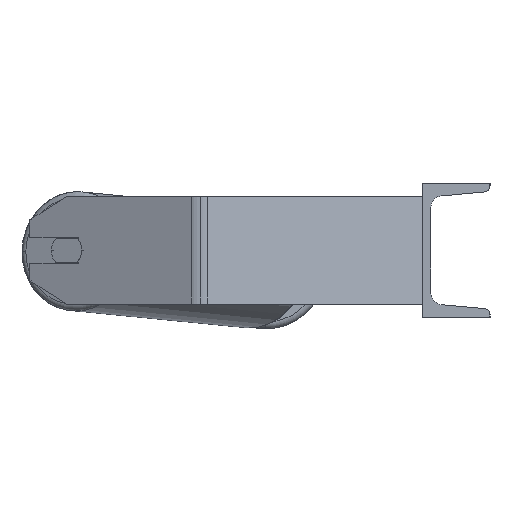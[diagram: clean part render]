
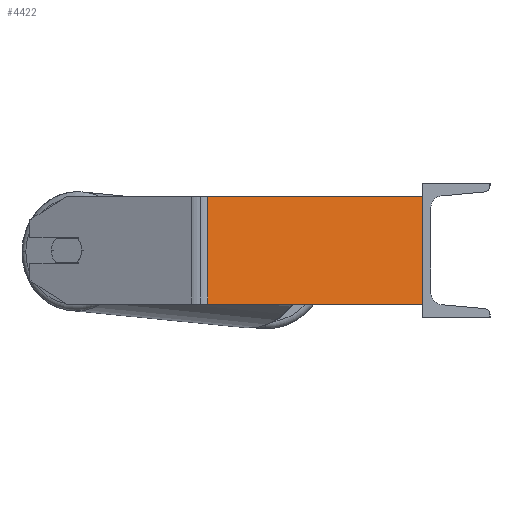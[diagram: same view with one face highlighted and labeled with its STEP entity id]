
A CAD part, left-side view. The second image highlights one B-rep face of the part: STEP entity #4422.
In plain terms, the highlighted planar face has unit normal (-0.94, -0.342, 0).
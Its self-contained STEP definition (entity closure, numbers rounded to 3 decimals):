
#117 = EDGE_CURVE ( 'NONE', #8473, #5080, #1744, .T. ) ;
#696 = ORIENTED_EDGE ( 'NONE', *, *, #5891, .T. ) ;
#782 = CARTESIAN_POINT ( 'NONE',  ( -485., 0., -40. ) ) ;
#890 = CARTESIAN_POINT ( 'NONE',  ( -545.508, 166.243, -40. ) ) ;
#944 = DIRECTION ( 'NONE',  ( 0.342, -0.94, 0. ) ) ;
#1725 = VECTOR ( 'NONE', #944, 1000. ) ;
#1744 = LINE ( 'NONE', #890, #1725 ) ;
#1747 = VERTEX_POINT ( 'NONE', #2002 ) ;
#1810 = ORIENTED_EDGE ( 'NONE', *, *, #8178, .F. ) ;
#2002 = CARTESIAN_POINT ( 'NONE',  ( -485., 0., 40. ) ) ;
#2075 = EDGE_LOOP ( 'NONE', ( #6980, #6167, #1810, #696 ) ) ;
#2167 = LINE ( 'NONE', #7802, #6723 ) ;
#2776 = VERTEX_POINT ( 'NONE', #3973 ) ;
#2995 = LINE ( 'NONE', #5670, #6686 ) ;
#3006 = DIRECTION ( 'NONE',  ( -0.342, 0.94, 0. ) ) ;
#3284 = AXIS2_PLACEMENT_3D ( 'NONE', #5812, #6332, #3006 ) ;
#3326 = DIRECTION ( 'NONE',  ( 0., 0., -1. ) ) ;
#3973 = CARTESIAN_POINT ( 'NONE',  ( -543.241, 160.016, 40. ) ) ;
#4002 = LINE ( 'NONE', #6267, #8764 ) ;
#4422 = ADVANCED_FACE ( 'NONE', ( #4994 ), #7200, .F. ) ;
#4984 = DIRECTION ( 'NONE',  ( 0., 0., -1. ) ) ;
#4994 = FACE_OUTER_BOUND ( 'NONE', #2075, .T. ) ;
#5080 = VERTEX_POINT ( 'NONE', #782 ) ;
#5629 = DIRECTION ( 'NONE',  ( 0.342, -0.94, 0. ) ) ;
#5670 = CARTESIAN_POINT ( 'NONE',  ( -543.241, 160.016, 40. ) ) ;
#5812 = CARTESIAN_POINT ( 'NONE',  ( -545.508, 166.243, 40. ) ) ;
#5891 = EDGE_CURVE ( 'NONE', #2776, #8473, #2995, .T. ) ;
#6167 = ORIENTED_EDGE ( 'NONE', *, *, #6501, .F. ) ;
#6267 = CARTESIAN_POINT ( 'NONE',  ( -485., 0., 40. ) ) ;
#6332 = DIRECTION ( 'NONE',  ( 0.94, 0.342, 0. ) ) ;
#6501 = EDGE_CURVE ( 'NONE', #1747, #5080, #4002, .T. ) ;
#6686 = VECTOR ( 'NONE', #4984, 1000. ) ;
#6723 = VECTOR ( 'NONE', #5629, 1000. ) ;
#6980 = ORIENTED_EDGE ( 'NONE', *, *, #117, .T. ) ;
#7200 = PLANE ( 'NONE',  #3284 ) ;
#7609 = CARTESIAN_POINT ( 'NONE',  ( -543.241, 160.016, -40. ) ) ;
#7802 = CARTESIAN_POINT ( 'NONE',  ( -545.508, 166.243, 40. ) ) ;
#8178 = EDGE_CURVE ( 'NONE', #2776, #1747, #2167, .T. ) ;
#8473 = VERTEX_POINT ( 'NONE', #7609 ) ;
#8764 = VECTOR ( 'NONE', #3326, 1000. ) ;
